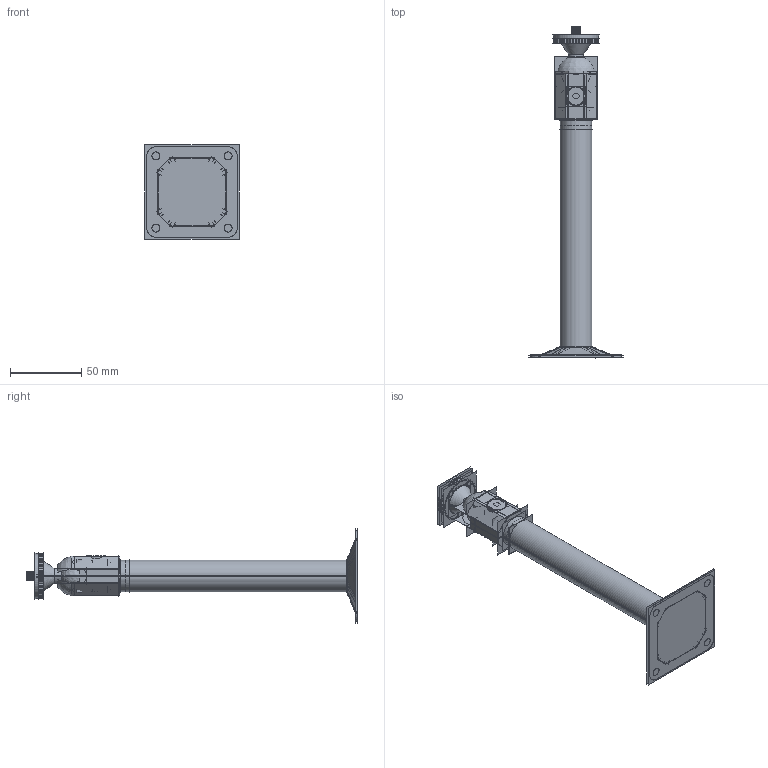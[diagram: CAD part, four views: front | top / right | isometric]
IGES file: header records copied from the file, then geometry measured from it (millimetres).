
Start section:  PTC IGES file: 156621.igs
Global section: file name: 156621.igs; native system: Creo Parametric by Parametric Technology Corporation; preprocessor: 2013230; author: pdmadmin; organization: Unknown; date: 20151008.143027; units: millimetre
Bounding box: 66.04 x 233.13 x 66.04 mm (x, y, z)
Volume: 93473.9 mm3; surface area: 205851.3 mm2
Topology: 8 solids, 11 shells, 1046 faces, 5386 edges, 6803 vertices
Faces by surface type: bspline 552, revolution 494
